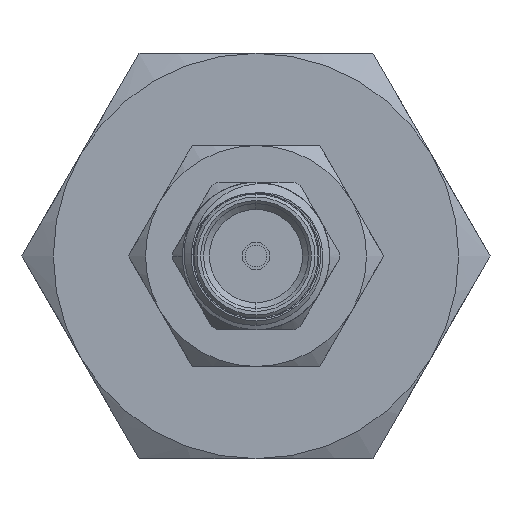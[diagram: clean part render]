
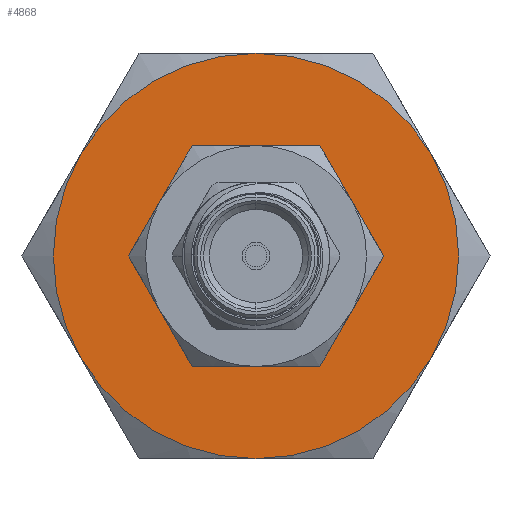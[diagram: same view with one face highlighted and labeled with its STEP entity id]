
A CAD part, left-side view. The second image highlights one B-rep face of the part: STEP entity #4868.
In plain terms, the highlighted face is planar.
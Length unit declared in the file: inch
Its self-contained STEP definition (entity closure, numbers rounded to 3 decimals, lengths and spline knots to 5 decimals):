
#205 = VERTEX_POINT ( 'NONE', #1487 ) ;
#356 = DIRECTION ( 'NONE',  ( 0., 0.5, 0.866 ) ) ;
#531 = ORIENTED_EDGE ( 'NONE', *, *, #24001, .T. ) ;
#979 = CIRCLE ( 'NONE', #11652, 0.344 ) ;
#1357 = ORIENTED_EDGE ( 'NONE', *, *, #2531, .T. ) ;
#1363 = VECTOR ( 'NONE', #356, 39.37008 ) ;
#1487 = CARTESIAN_POINT ( 'NONE',  ( 0.8, 0.29791, 0.172 ) ) ;
#1554 = ORIENTED_EDGE ( 'NONE', *, *, #9052, .T. ) ;
#1751 = CARTESIAN_POINT ( 'NONE',  ( 0.8, 0., 0. ) ) ;
#2145 = VERTEX_POINT ( 'NONE', #10095 ) ;
#2411 = FACE_BOUND ( 'NONE', #14161, .T. ) ;
#2412 = VERTEX_POINT ( 'NONE', #15185 ) ;
#2497 = CARTESIAN_POINT ( 'NONE',  ( 0.8, 0., 0. ) ) ;
#2531 = EDGE_CURVE ( 'NONE', #205, #12473, #13531, .T. ) ;
#2658 = EDGE_LOOP ( 'NONE', ( #1357, #14552, #25544, #26539, #1554, #531 ) ) ;
#3137 = DIRECTION ( 'NONE',  ( -1., 0., 0. ) ) ;
#3293 = CIRCLE ( 'NONE', #20096, 0.344 ) ;
#3400 = CARTESIAN_POINT ( 'NONE',  ( 0.8, 0.21651, 0. ) ) ;
#3629 = VERTEX_POINT ( 'NONE', #13975 ) ;
#3740 = LINE ( 'NONE', #3400, #10285 ) ;
#3967 = ORIENTED_EDGE ( 'NONE', *, *, #22370, .F. ) ;
#4075 = VECTOR ( 'NONE', #23937, 39.37008 ) ;
#4734 = AXIS2_PLACEMENT_3D ( 'NONE', #16639, #12330, #12069 ) ;
#4858 = CARTESIAN_POINT ( 'NONE',  ( 0.8, -0.10825, -0.1875 ) ) ;
#4868 = ADVANCED_FACE ( 'NONE', ( #2411, #16497 ), #9468, .F. ) ;
#5194 = EDGE_CURVE ( 'NONE', #3629, #24068, #3740, .T. ) ;
#5228 = CARTESIAN_POINT ( 'NONE',  ( 0.8, -0.10825, -0.1875 ) ) ;
#5493 = DIRECTION ( 'NONE',  ( 0., -0.5, 0.866 ) ) ;
#5703 = DIRECTION ( 'NONE',  ( 1., 0., 0. ) ) ;
#6891 = CARTESIAN_POINT ( 'NONE',  ( 0.8, 0.10825, -0.1875 ) ) ;
#7221 = DIRECTION ( 'NONE',  ( 1., 0., 0. ) ) ;
#7410 = DIRECTION ( 'NONE',  ( 0., 0., -1. ) ) ;
#7678 = LINE ( 'NONE', #9261, #4075 ) ;
#7684 = VERTEX_POINT ( 'NONE', #14036 ) ;
#7716 = DIRECTION ( 'NONE',  ( 0., 0., -1. ) ) ;
#8550 = CARTESIAN_POINT ( 'NONE',  ( 0.8, 0., -0.344 ) ) ;
#9052 = EDGE_CURVE ( 'NONE', #11271, #26651, #13098, .T. ) ;
#9261 = CARTESIAN_POINT ( 'NONE',  ( 0.8, -0.10825, 0.1875 ) ) ;
#9374 = DIRECTION ( 'NONE',  ( 0., 0., 1. ) ) ;
#9468 = PLANE ( 'NONE',  #15469 ) ;
#9525 = DIRECTION ( 'NONE',  ( 0., -1., 0. ) ) ;
#10095 = CARTESIAN_POINT ( 'NONE',  ( 0.8, 0.10825, -0.1875 ) ) ;
#10098 = EDGE_CURVE ( 'NONE', #12473, #21236, #3293, .T. ) ;
#10130 = LINE ( 'NONE', #26222, #15690 ) ;
#10131 = EDGE_CURVE ( 'NONE', #21236, #2412, #979, .T. ) ;
#10200 = CARTESIAN_POINT ( 'NONE',  ( 0.8, -0.21651, 0. ) ) ;
#10285 = VECTOR ( 'NONE', #5493, 39.37008 ) ;
#10875 = CARTESIAN_POINT ( 'NONE',  ( 0.8, 0., 0.344 ) ) ;
#10948 = EDGE_CURVE ( 'NONE', #15297, #2145, #18997, .T. ) ;
#11271 = VERTEX_POINT ( 'NONE', #8550 ) ;
#11347 = VECTOR ( 'NONE', #12202, 39.37008 ) ;
#11489 = ORIENTED_EDGE ( 'NONE', *, *, #13047, .F. ) ;
#11652 = AXIS2_PLACEMENT_3D ( 'NONE', #26314, #7221, #7410 ) ;
#12069 = DIRECTION ( 'NONE',  ( 0., 0., -1. ) ) ;
#12202 = DIRECTION ( 'NONE',  ( 0., 0.5, -0.866 ) ) ;
#12330 = DIRECTION ( 'NONE',  ( 1., 0., 0. ) ) ;
#12473 = VERTEX_POINT ( 'NONE', #10875 ) ;
#12511 = CARTESIAN_POINT ( 'NONE',  ( 0.8, -0.29791, 0.172 ) ) ;
#12865 = ORIENTED_EDGE ( 'NONE', *, *, #10948, .F. ) ;
#13047 = EDGE_CURVE ( 'NONE', #24068, #7684, #10130, .T. ) ;
#13060 = DIRECTION ( 'NONE',  ( 0., 1., 0. ) ) ;
#13098 = CIRCLE ( 'NONE', #13566, 0.344 ) ;
#13468 = LINE ( 'NONE', #6891, #1363 ) ;
#13531 = CIRCLE ( 'NONE', #23200, 0.344 ) ;
#13566 = AXIS2_PLACEMENT_3D ( 'NONE', #2497, #17153, #23329 ) ;
#13975 = CARTESIAN_POINT ( 'NONE',  ( 0.8, 0.21651, 0. ) ) ;
#14036 = CARTESIAN_POINT ( 'NONE',  ( 0.8, -0.10825, 0.1875 ) ) ;
#14161 = EDGE_LOOP ( 'NONE', ( #19160, #18762, #12865, #15096, #3967, #11489 ) ) ;
#14552 = ORIENTED_EDGE ( 'NONE', *, *, #10098, .T. ) ;
#15096 = ORIENTED_EDGE ( 'NONE', *, *, #16256, .F. ) ;
#15185 = CARTESIAN_POINT ( 'NONE',  ( 0.8, -0.29791, -0.172 ) ) ;
#15297 = VERTEX_POINT ( 'NONE', #5228 ) ;
#15469 = AXIS2_PLACEMENT_3D ( 'NONE', #21835, #3137, #9374 ) ;
#15652 = DIRECTION ( 'NONE',  ( 0., 0., -1. ) ) ;
#15690 = VECTOR ( 'NONE', #9525, 39.37008 ) ;
#16256 = EDGE_CURVE ( 'NONE', #18936, #15297, #17239, .T. ) ;
#16497 = FACE_OUTER_BOUND ( 'NONE', #2658, .T. ) ;
#16639 = CARTESIAN_POINT ( 'NONE',  ( 0.8, 0., 0. ) ) ;
#16998 = AXIS2_PLACEMENT_3D ( 'NONE', #22285, #18250, #26705 ) ;
#17153 = DIRECTION ( 'NONE',  ( 1., 0., 0. ) ) ;
#17239 = LINE ( 'NONE', #10200, #11347 ) ;
#17588 = DIRECTION ( 'NONE',  ( 1., 0., 0. ) ) ;
#18250 = DIRECTION ( 'NONE',  ( 1., 0., 0. ) ) ;
#18762 = ORIENTED_EDGE ( 'NONE', *, *, #27023, .F. ) ;
#18936 = VERTEX_POINT ( 'NONE', #21609 ) ;
#18997 = LINE ( 'NONE', #4858, #23952 ) ;
#19160 = ORIENTED_EDGE ( 'NONE', *, *, #5194, .F. ) ;
#20096 = AXIS2_PLACEMENT_3D ( 'NONE', #23845, #17588, #15652 ) ;
#20871 = CARTESIAN_POINT ( 'NONE',  ( 0.8, 0.10825, 0.1875 ) ) ;
#21236 = VERTEX_POINT ( 'NONE', #12511 ) ;
#21315 = CARTESIAN_POINT ( 'NONE',  ( 0.8, 0.29791, -0.172 ) ) ;
#21609 = CARTESIAN_POINT ( 'NONE',  ( 0.8, -0.21651, 0. ) ) ;
#21835 = CARTESIAN_POINT ( 'NONE',  ( 0.8, 0., 0. ) ) ;
#22285 = CARTESIAN_POINT ( 'NONE',  ( 0.8, 0., 0. ) ) ;
#22370 = EDGE_CURVE ( 'NONE', #7684, #18936, #7678, .T. ) ;
#22761 = CIRCLE ( 'NONE', #16998, 0.344 ) ;
#23080 = CIRCLE ( 'NONE', #4734, 0.344 ) ;
#23200 = AXIS2_PLACEMENT_3D ( 'NONE', #1751, #5703, #7716 ) ;
#23257 = EDGE_CURVE ( 'NONE', #2412, #11271, #22761, .T. ) ;
#23329 = DIRECTION ( 'NONE',  ( 0., 0., -1. ) ) ;
#23845 = CARTESIAN_POINT ( 'NONE',  ( 0.8, 0., 0. ) ) ;
#23937 = DIRECTION ( 'NONE',  ( 0., -0.5, -0.866 ) ) ;
#23952 = VECTOR ( 'NONE', #13060, 39.37008 ) ;
#24001 = EDGE_CURVE ( 'NONE', #26651, #205, #23080, .T. ) ;
#24068 = VERTEX_POINT ( 'NONE', #20871 ) ;
#25544 = ORIENTED_EDGE ( 'NONE', *, *, #10131, .T. ) ;
#26222 = CARTESIAN_POINT ( 'NONE',  ( 0.8, 0.10825, 0.1875 ) ) ;
#26314 = CARTESIAN_POINT ( 'NONE',  ( 0.8, 0., 0. ) ) ;
#26539 = ORIENTED_EDGE ( 'NONE', *, *, #23257, .T. ) ;
#26651 = VERTEX_POINT ( 'NONE', #21315 ) ;
#26705 = DIRECTION ( 'NONE',  ( 0., 0., -1. ) ) ;
#27023 = EDGE_CURVE ( 'NONE', #2145, #3629, #13468, .T. ) ;
